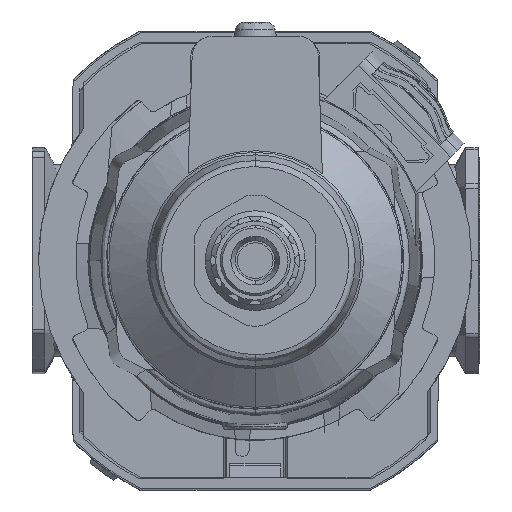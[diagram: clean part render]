
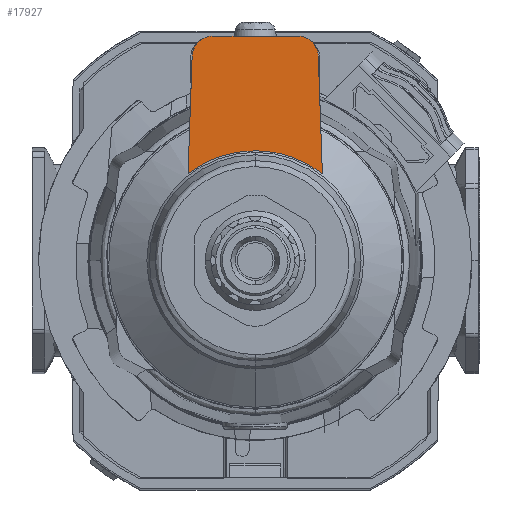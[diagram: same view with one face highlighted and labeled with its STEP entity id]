
A CAD part, front view. The second image highlights one B-rep face of the part: STEP entity #17927.
In plain terms, the highlighted planar face has unit normal (0, -1, 0).
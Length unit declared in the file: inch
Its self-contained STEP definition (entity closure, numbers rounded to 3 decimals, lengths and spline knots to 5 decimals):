
#897 = EDGE_CURVE ( 'NONE', #34299, #29517, #32443, .T. ) ;
#906 = CARTESIAN_POINT ( 'NONE',  ( 0.26187, -4.15835, 1.3878 ) ) ;
#1740 = CARTESIAN_POINT ( 'NONE',  ( 0., -4.15835, 0.67896 ) ) ;
#2248 = AXIS2_PLACEMENT_3D ( 'NONE', #19365, #5466, #43117 ) ;
#2319 = FACE_OUTER_BOUND ( 'NONE', #43432, .T. ) ;
#2468 = ORIENTED_EDGE ( 'NONE', *, *, #32140, .F. ) ;
#2968 = CARTESIAN_POINT ( 'NONE',  ( -0.38975, -4.15835, 1.26431 ) ) ;
#3572 = LINE ( 'NONE', #27091, #39444 ) ;
#3617 = CARTESIAN_POINT ( 'NONE',  ( -0.29462, -4.15835, 1.38461 ) ) ;
#4083 = CARTESIAN_POINT ( 'NONE',  ( 0.07444, -4.15835, 0.67896 ) ) ;
#4737 = CARTESIAN_POINT ( 'NONE',  ( 0.35623, -4.15835, 0.58278 ) ) ;
#5466 = DIRECTION ( 'NONE',  ( 0., 1., 0. ) ) ;
#5482 = CARTESIAN_POINT ( 'NONE',  ( -0.41513, -4.15835, 0.53726 ) ) ;
#5569 = EDGE_CURVE ( 'NONE', #13427, #5796, #21956, .T. ) ;
#5668 = ORIENTED_EDGE ( 'NONE', *, *, #41401, .F. ) ;
#5796 = VERTEX_POINT ( 'NONE', #28721 ) ;
#5920 = CARTESIAN_POINT ( 'NONE',  ( 0., -4.15835, 0.67896 ) ) ;
#6353 = CARTESIAN_POINT ( 'NONE',  ( -0.35623, -4.15835, 0.58278 ) ) ;
#6763 = CARTESIAN_POINT ( 'NONE',  ( -0.33897, -4.15835, 1.36326 ) ) ;
#8382 = PLANE ( 'NONE',  #2248 ) ;
#9313 = EDGE_CURVE ( 'NONE', #23204, #17731, #42959, .T. ) ;
#10123 = CARTESIAN_POINT ( 'NONE',  ( -0.38975, -4.15835, 1.26431 ) ) ;
#10440 = CARTESIAN_POINT ( 'NONE',  ( -0.26187, -4.15835, 1.3878 ) ) ;
#11234 = CARTESIAN_POINT ( 'NONE',  ( 0.14887, -4.15835, 0.66661 ) ) ;
#11557 = ORIENTED_EDGE ( 'NONE', *, *, #897, .F. ) ;
#12242 = ORIENTED_EDGE ( 'NONE', *, *, #9313, .F. ) ;
#12446 = CARTESIAN_POINT ( 'NONE',  ( -0.07444, -4.15835, 0.67896 ) ) ;
#12923 = EDGE_CURVE ( 'NONE', #18615, #13427, #40031, .T. ) ;
#13066 = ORIENTED_EDGE ( 'NONE', *, *, #12923, .F. ) ;
#13427 = VERTEX_POINT ( 'NONE', #1740 ) ;
#14026 = ORIENTED_EDGE ( 'NONE', *, *, #5569, .F. ) ;
#14307 = LINE ( 'NONE', #41610, #20581 ) ;
#14934 = EDGE_CURVE ( 'NONE', #5796, #23204, #3572, .T. ) ;
#15477 = CARTESIAN_POINT ( 'NONE',  ( 0.29462, -4.15835, 1.38461 ) ) ;
#16145 = CARTESIAN_POINT ( 'NONE',  ( 0.26187, -4.15835, 1.3878 ) ) ;
#17078 = CARTESIAN_POINT ( 'NONE',  ( -0.32499, -4.15835, 1.37234 ) ) ;
#17251 = DIRECTION ( 'NONE',  ( 0.035, 0., 0.999 ) ) ;
#17294 = CARTESIAN_POINT ( 'NONE',  ( -0.26187, -4.15835, 1.3878 ) ) ;
#17731 = VERTEX_POINT ( 'NONE', #10440 ) ;
#17927 = ADVANCED_FACE ( 'NONE', ( #2319 ), #8382, .F. ) ;
#17949 = CARTESIAN_POINT ( 'NONE',  ( 0.41513, -4.15835, 0.53726 ) ) ;
#18514 = CARTESIAN_POINT ( 'NONE',  ( 0.38975, -4.15835, 1.26431 ) ) ;
#18591 = CARTESIAN_POINT ( 'NONE',  ( 0.38975, -4.15835, 1.26431 ) ) ;
#18615 = VERTEX_POINT ( 'NONE', #26096 ) ;
#18823 = CARTESIAN_POINT ( 'NONE',  ( 0.33897, -4.15835, 1.36326 ) ) ;
#19365 = CARTESIAN_POINT ( 'NONE',  ( -0.26187, -4.15835, 1.25984 ) ) ;
#20581 = VECTOR ( 'NONE', #37618, 39.37008 ) ;
#20652 = CARTESIAN_POINT ( 'NONE',  ( -0.3721, -4.15835, 1.32685 ) ) ;
#21079 = VECTOR ( 'NONE', #25112, 39.37008 ) ;
#21097 = CARTESIAN_POINT ( 'NONE',  ( -0.27825, -4.15835, 1.3878 ) ) ;
#21956 = B_SPLINE_CURVE_WITH_KNOTS ( 'NONE', 3,
 ( #5920, #12446, #43355, #23401, #6353, #5482 ),
 .UNSPECIFIED., .F., .F.,
 ( 4, 2, 4 ),
 ( 0.5, 0.75, 1. ),
 .UNSPECIFIED. ) ;
#22176 = CARTESIAN_POINT ( 'NONE',  ( 0.38542, -4.15835, 1.29692 ) ) ;
#23204 = VERTEX_POINT ( 'NONE', #2968 ) ;
#23401 = CARTESIAN_POINT ( 'NONE',  ( -0.28978, -4.15835, 0.61851 ) ) ;
#23565 = CARTESIAN_POINT ( 'NONE',  ( -0.38917, -4.15835, 1.28067 ) ) ;
#25112 = DIRECTION ( 'NONE',  ( 0.035, 0., -0.999 ) ) ;
#25520 = CARTESIAN_POINT ( 'NONE',  ( 0.38917, -4.15835, 1.28067 ) ) ;
#25555 = LINE ( 'NONE', #42376, #21079 ) ;
#26096 = CARTESIAN_POINT ( 'NONE',  ( 0.41513, -4.15835, 0.53726 ) ) ;
#27091 = CARTESIAN_POINT ( 'NONE',  ( -0.4198, -4.15835, 0.40354 ) ) ;
#28015 = CARTESIAN_POINT ( 'NONE',  ( -0.38542, -4.15835, 1.29692 ) ) ;
#28721 = CARTESIAN_POINT ( 'NONE',  ( -0.41513, -4.15835, 0.53726 ) ) ;
#29517 = VERTEX_POINT ( 'NONE', #18514 ) ;
#29559 = CARTESIAN_POINT ( 'NONE',  ( 0.36253, -4.15835, 1.34051 ) ) ;
#32140 = EDGE_CURVE ( 'NONE', #17731, #34299, #14307, .T. ) ;
#32443 = B_SPLINE_CURVE_WITH_KNOTS ( 'NONE', 3,
 ( #16145, #39422, #15477, #43462, #18823, #29559, #35622, #22176, #25520, #18591 ),
 .UNSPECIFIED., .F., .F.,
 ( 4, 2, 2, 2, 4 ),
 ( 0., 0.25, 0.5, 0.75, 1. ),
 .UNSPECIFIED. ) ;
#32976 = ORIENTED_EDGE ( 'NONE', *, *, #14934, .F. ) ;
#34299 = VERTEX_POINT ( 'NONE', #906 ) ;
#35420 = CARTESIAN_POINT ( 'NONE',  ( 0., -4.15835, 0.67896 ) ) ;
#35622 = CARTESIAN_POINT ( 'NONE',  ( 0.3721, -4.15835, 1.32685 ) ) ;
#37618 = DIRECTION ( 'NONE',  ( 1., 0., 0. ) ) ;
#38777 = CARTESIAN_POINT ( 'NONE',  ( 0.28978, -4.15835, 0.61851 ) ) ;
#39422 = CARTESIAN_POINT ( 'NONE',  ( 0.27825, -4.15835, 1.3878 ) ) ;
#39444 = VECTOR ( 'NONE', #17251, 39.37008 ) ;
#40031 = B_SPLINE_CURVE_WITH_KNOTS ( 'NONE', 3,
 ( #17949, #4737, #38777, #11234, #4083, #35420 ),
 .UNSPECIFIED., .F., .F.,
 ( 4, 2, 4 ),
 ( 0., 0.25, 0.5 ),
 .UNSPECIFIED. ) ;
#40799 = CARTESIAN_POINT ( 'NONE',  ( -0.36253, -4.15835, 1.34051 ) ) ;
#41401 = EDGE_CURVE ( 'NONE', #29517, #18615, #25555, .T. ) ;
#41610 = CARTESIAN_POINT ( 'NONE',  ( -0.26187, -4.15835, 1.3878 ) ) ;
#42376 = CARTESIAN_POINT ( 'NONE',  ( 0.38975, -4.15835, 1.26431 ) ) ;
#42959 = B_SPLINE_CURVE_WITH_KNOTS ( 'NONE', 3,
 ( #10123, #23565, #28015, #20652, #40799, #6763, #17078, #3617, #21097, #17294 ),
 .UNSPECIFIED., .F., .F.,
 ( 4, 2, 2, 2, 4 ),
 ( 0., 0.25, 0.5, 0.75, 1. ),
 .UNSPECIFIED. ) ;
#43117 = DIRECTION ( 'NONE',  ( 0., 0., 1. ) ) ;
#43355 = CARTESIAN_POINT ( 'NONE',  ( -0.14887, -4.15835, 0.66661 ) ) ;
#43432 = EDGE_LOOP ( 'NONE', ( #13066, #5668, #11557, #2468, #12242, #32976, #14026 ) ) ;
#43462 = CARTESIAN_POINT ( 'NONE',  ( 0.32499, -4.15835, 1.37234 ) ) ;
